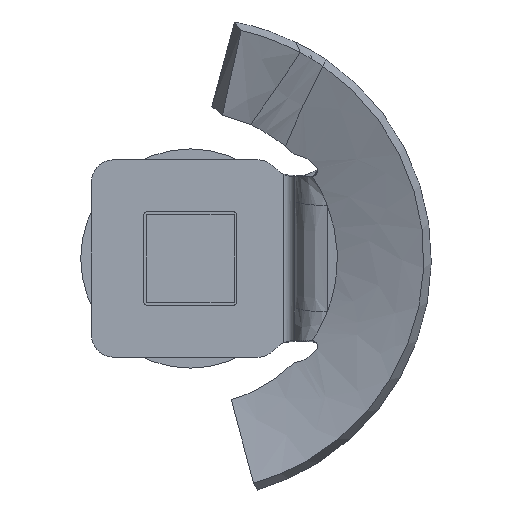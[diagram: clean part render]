
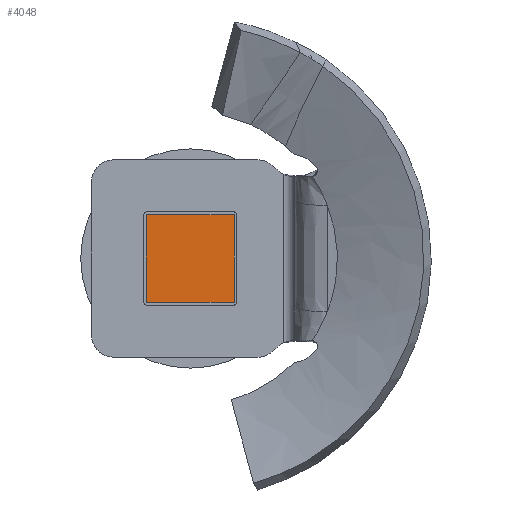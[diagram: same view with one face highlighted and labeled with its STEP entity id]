
A CAD part, front view. The second image highlights one B-rep face of the part: STEP entity #4048.
In plain terms, the highlighted planar face has unit normal (0, -1, 0).
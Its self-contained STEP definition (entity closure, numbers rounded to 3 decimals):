
#120 = VECTOR ( 'NONE', #3534, 1000. ) ;
#794 = PLANE ( 'NONE',  #1314 ) ;
#1155 = EDGE_CURVE ( 'NONE', #4068, #5248, #1218, .T. ) ;
#1218 = LINE ( 'NONE', #1439, #120 ) ;
#1260 = ORIENTED_EDGE ( 'NONE', *, *, #1155, .T. ) ;
#1297 = DIRECTION ( 'NONE',  ( -1., 0., 0. ) ) ;
#1314 = AXIS2_PLACEMENT_3D ( 'NONE', #5254, #5192, #5155 ) ;
#1439 = CARTESIAN_POINT ( 'NONE',  ( -4., -6.4, -4. ) ) ;
#1661 = VECTOR ( 'NONE', #5245, 1000. ) ;
#1900 = LINE ( 'NONE', #2194, #5404 ) ;
#1923 = CARTESIAN_POINT ( 'NONE',  ( -4., -6.4, 4. ) ) ;
#1949 = ORIENTED_EDGE ( 'NONE', *, *, #3500, .T. ) ;
#1978 = CARTESIAN_POINT ( 'NONE',  ( 4., -6.4, -4. ) ) ;
#2194 = CARTESIAN_POINT ( 'NONE',  ( 4., -6.4, 4. ) ) ;
#2214 = ORIENTED_EDGE ( 'NONE', *, *, #2911, .T. ) ;
#2222 = DIRECTION ( 'NONE',  ( 0., 0., 1. ) ) ;
#2737 = VECTOR ( 'NONE', #1297, 1000. ) ;
#2892 = VERTEX_POINT ( 'NONE', #1923 ) ;
#2911 = EDGE_CURVE ( 'NONE', #2892, #4068, #3760, .T. ) ;
#3225 = CARTESIAN_POINT ( 'NONE',  ( 4., -6.4, 4. ) ) ;
#3370 = CARTESIAN_POINT ( 'NONE',  ( -4., -6.4, 4. ) ) ;
#3500 = EDGE_CURVE ( 'NONE', #5248, #4160, #1900, .T. ) ;
#3522 = FACE_OUTER_BOUND ( 'NONE', #4359, .T. ) ;
#3534 = DIRECTION ( 'NONE',  ( 1., 0., 0. ) ) ;
#3760 = LINE ( 'NONE', #3989, #1661 ) ;
#3989 = CARTESIAN_POINT ( 'NONE',  ( -4., -6.4, 4. ) ) ;
#4048 = ADVANCED_FACE ( 'NONE', ( #3522 ), #794, .T. ) ;
#4068 = VERTEX_POINT ( 'NONE', #5046 ) ;
#4160 = VERTEX_POINT ( 'NONE', #3225 ) ;
#4359 = EDGE_LOOP ( 'NONE', ( #1949, #5319, #2214, #1260 ) ) ;
#5021 = LINE ( 'NONE', #3370, #2737 ) ;
#5046 = CARTESIAN_POINT ( 'NONE',  ( -4., -6.4, -4. ) ) ;
#5155 = DIRECTION ( 'NONE',  ( 0., 0., -1. ) ) ;
#5192 = DIRECTION ( 'NONE',  ( 0., -1., 0. ) ) ;
#5245 = DIRECTION ( 'NONE',  ( 0., 0., -1. ) ) ;
#5248 = VERTEX_POINT ( 'NONE', #1978 ) ;
#5254 = CARTESIAN_POINT ( 'NONE',  ( 4., -6.4, -4. ) ) ;
#5319 = ORIENTED_EDGE ( 'NONE', *, *, #5405, .T. ) ;
#5404 = VECTOR ( 'NONE', #2222, 1000. ) ;
#5405 = EDGE_CURVE ( 'NONE', #4160, #2892, #5021, .T. ) ;
